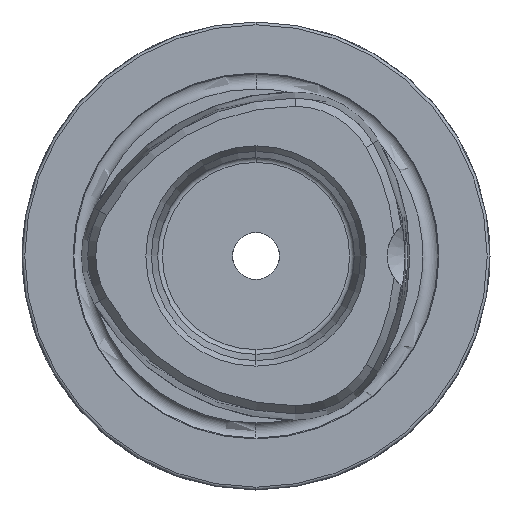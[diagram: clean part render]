
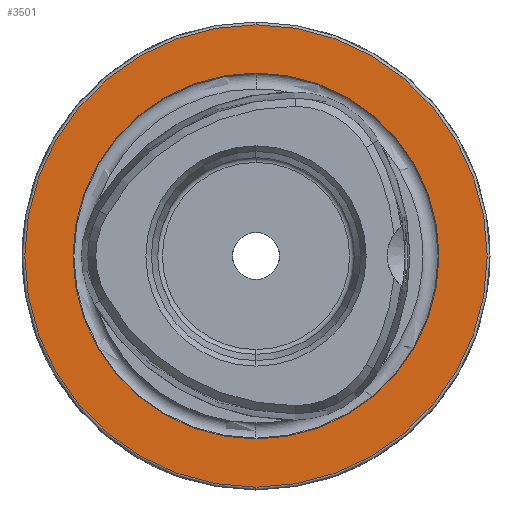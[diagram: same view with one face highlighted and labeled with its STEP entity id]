
A CAD part, left-side view. The second image highlights one B-rep face of the part: STEP entity #3501.
In plain terms, the highlighted planar face has unit normal (-1, 0, 0).
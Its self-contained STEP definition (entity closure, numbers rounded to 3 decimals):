
#130 = CARTESIAN_POINT ( 'NONE',  ( 0., 0., 19.55 ) ) ;
#199 = VERTEX_POINT ( 'NONE', #1999 ) ;
#251 = DIRECTION ( 'NONE',  ( 0., 0., 1. ) ) ;
#295 = ORIENTED_EDGE ( 'NONE', *, *, #2854, .F. ) ;
#381 = FACE_BOUND ( 'NONE', #2166, .T. ) ;
#478 = AXIS2_PLACEMENT_3D ( 'NONE', #4745, #2842, #3968 ) ;
#631 = CIRCLE ( 'NONE', #1887, 19.55 ) ;
#962 = AXIS2_PLACEMENT_3D ( 'NONE', #4305, #3161, #4325 ) ;
#1134 = CARTESIAN_POINT ( 'NONE',  ( 0., 19.55, 0. ) ) ;
#1412 = VERTEX_POINT ( 'NONE', #1910 ) ;
#1584 = AXIS2_PLACEMENT_3D ( 'NONE', #1134, #4114, #2966 ) ;
#1715 = EDGE_LOOP ( 'NONE', ( #3510, #2197 ) ) ;
#1851 = FACE_OUTER_BOUND ( 'NONE', #1715, .T. ) ;
#1887 = AXIS2_PLACEMENT_3D ( 'NONE', #4500, #3361, #2257 ) ;
#1910 = CARTESIAN_POINT ( 'NONE',  ( 0., 0., -24.7 ) ) ;
#1999 = CARTESIAN_POINT ( 'NONE',  ( 0., 0., -19.55 ) ) ;
#2166 = EDGE_LOOP ( 'NONE', ( #295, #2458 ) ) ;
#2197 = ORIENTED_EDGE ( 'NONE', *, *, #3706, .T. ) ;
#2257 = DIRECTION ( 'NONE',  ( 0., 0., 1. ) ) ;
#2458 = ORIENTED_EDGE ( 'NONE', *, *, #4715, .F. ) ;
#2533 = AXIS2_PLACEMENT_3D ( 'NONE', #3716, #4084, #251 ) ;
#2688 = CIRCLE ( 'NONE', #2533, 24.7 ) ;
#2842 = DIRECTION ( 'NONE',  ( -1., 0., 0. ) ) ;
#2854 = EDGE_CURVE ( 'NONE', #3107, #199, #3079, .T. ) ;
#2963 = EDGE_CURVE ( 'NONE', #4153, #1412, #2688, .T. ) ;
#2966 = DIRECTION ( 'NONE',  ( 0., 0., -1. ) ) ;
#3079 = CIRCLE ( 'NONE', #962, 19.55 ) ;
#3107 = VERTEX_POINT ( 'NONE', #130 ) ;
#3151 = CARTESIAN_POINT ( 'NONE',  ( 0., 0., 24.7 ) ) ;
#3161 = DIRECTION ( 'NONE',  ( -1., 0., 0. ) ) ;
#3361 = DIRECTION ( 'NONE',  ( -1., 0., 0. ) ) ;
#3501 = ADVANCED_FACE ( 'NONE', ( #381, #1851 ), #3750, .F. ) ;
#3510 = ORIENTED_EDGE ( 'NONE', *, *, #2963, .T. ) ;
#3546 = CIRCLE ( 'NONE', #478, 24.7 ) ;
#3706 = EDGE_CURVE ( 'NONE', #1412, #4153, #3546, .T. ) ;
#3716 = CARTESIAN_POINT ( 'NONE',  ( 0., 0., 0. ) ) ;
#3750 = PLANE ( 'NONE',  #1584 ) ;
#3968 = DIRECTION ( 'NONE',  ( 0., 0., 1. ) ) ;
#4084 = DIRECTION ( 'NONE',  ( -1., 0., 0. ) ) ;
#4114 = DIRECTION ( 'NONE',  ( 1., 0., 0. ) ) ;
#4153 = VERTEX_POINT ( 'NONE', #3151 ) ;
#4305 = CARTESIAN_POINT ( 'NONE',  ( 0., 0., 0. ) ) ;
#4325 = DIRECTION ( 'NONE',  ( 0., 0., 1. ) ) ;
#4500 = CARTESIAN_POINT ( 'NONE',  ( 0., 0., 0. ) ) ;
#4715 = EDGE_CURVE ( 'NONE', #199, #3107, #631, .T. ) ;
#4745 = CARTESIAN_POINT ( 'NONE',  ( 0., 0., 0. ) ) ;
